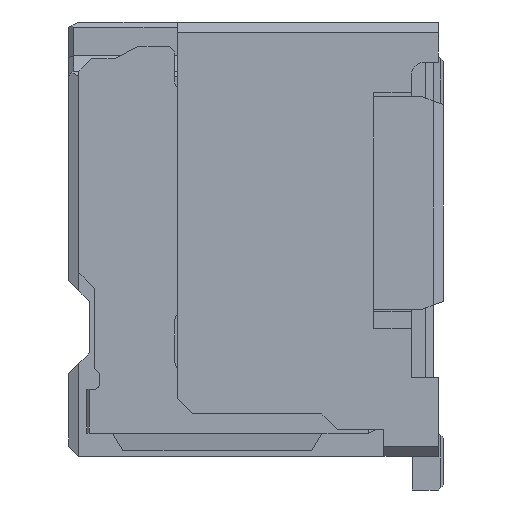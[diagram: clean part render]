
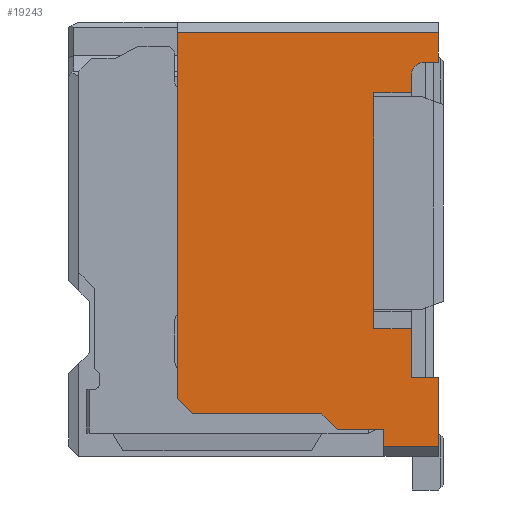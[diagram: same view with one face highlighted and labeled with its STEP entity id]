
A CAD part, left-side view. The second image highlights one B-rep face of the part: STEP entity #19243.
In plain terms, the highlighted planar face has unit normal (-1, 0, 0).
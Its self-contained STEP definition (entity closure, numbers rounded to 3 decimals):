
#4703=DIRECTION('',(0.,0.,-1.));
#4704=VECTOR('',#4703,1.32);
#4705=CARTESIAN_POINT('',(-139.064,-27.5,-497.9));
#4706=LINE('',#4705,#4704);
#4719=DIRECTION('',(0.,1.,0.));
#4720=VECTOR('',#4719,5.05);
#4721=CARTESIAN_POINT('',(-139.064,-27.5,-491.22));
#4722=LINE('',#4721,#4720);
#4723=DIRECTION('',(0.,-1.,0.));
#4724=VECTOR('',#4723,0.27);
#4725=CARTESIAN_POINT('',(-139.064,-27.23,-491.8));
#4726=LINE('',#4725,#4724);
#4727=CARTESIAN_POINT('',(-139.064,-27.23,-492.05));
#4728=DIRECTION('',(1.,0.,0.));
#4729=DIRECTION('',(0.,1.,0.));
#4730=AXIS2_PLACEMENT_3D('',#4727,#4728,#4729);
#4732=DIRECTION('',(0.,0.,1.));
#4733=VECTOR('',#4732,4.56);
#4734=CARTESIAN_POINT('',(-139.064,-26.25,-496.95));
#4735=LINE('',#4734,#4733);
#4736=DIRECTION('',(0.,0.,1.));
#4737=VECTOR('',#4736,0.95);
#4738=CARTESIAN_POINT('',(-139.064,-26.98,-497.9));
#4739=LINE('',#4738,#4737);
#4740=DIRECTION('',(0.,1.,0.));
#4741=VECTOR('',#4740,0.52);
#4742=CARTESIAN_POINT('',(-139.064,-27.5,-497.9));
#4743=LINE('',#4742,#4741);
#4744=DIRECTION('',(0.,-1.,0.));
#4745=VECTOR('',#4744,1.05);
#4746=CARTESIAN_POINT('',(-139.064,-26.45,-499.22));
#4747=LINE('',#4746,#4745);
#4748=DIRECTION('',(0.,0.,-1.));
#4749=VECTOR('',#4748,0.32);
#4750=CARTESIAN_POINT('',(-139.064,-26.45,-498.9));
#4751=LINE('',#4750,#4749);
#4752=DIRECTION('',(0.,-0.707,-0.707));
#4753=VECTOR('',#4752,0.424);
#4754=CARTESIAN_POINT('',(-139.064,-25.25,-498.6));
#4755=LINE('',#4754,#4753);
#4756=DIRECTION('',(0.,-0.707,-0.707));
#4757=VECTOR('',#4756,0.424);
#4758=CARTESIAN_POINT('',(-139.064,-22.45,-498.3));
#4759=LINE('',#4758,#4757);
#4760=DIRECTION('',(0.,0.,-1.));
#4761=VECTOR('',#4760,7.08);
#4762=CARTESIAN_POINT('',(-139.064,-22.45,-491.22));
#4763=LINE('',#4762,#4761);
#4772=DIRECTION('',(0.,0.,-1.));
#4773=VECTOR('',#4772,0.58);
#4774=CARTESIAN_POINT('',(-139.064,-27.5,-491.22));
#4775=LINE('',#4774,#4773);
#4832=DIRECTION('',(0.,1.,0.));
#4833=VECTOR('',#4832,2.5);
#4834=CARTESIAN_POINT('',(-139.064,-25.25,-498.6));
#4835=LINE('',#4834,#4833);
#4904=DIRECTION('',(0.,1.,0.));
#4905=VECTOR('',#4904,0.9);
#4906=CARTESIAN_POINT('',(-139.064,-26.45,-498.9));
#4907=LINE('',#4906,#4905);
#5146=DIRECTION('',(0.,0.,-1.));
#5147=VECTOR('',#5146,0.34);
#5148=CARTESIAN_POINT('',(-139.064,-26.98,-492.05));
#5149=LINE('',#5148,#5147);
#5174=DIRECTION('',(0.,-1.,0.));
#5175=VECTOR('',#5174,0.73);
#5176=CARTESIAN_POINT('',(-139.064,-26.25,-496.95));
#5177=LINE('',#5176,#5175);
#5190=DIRECTION('',(0.,1.,0.));
#5191=VECTOR('',#5190,0.73);
#5192=CARTESIAN_POINT('',(-139.064,-26.98,-492.39));
#5193=LINE('',#5192,#5191);
#10219=CARTESIAN_POINT('',(-139.064,-26.98,-492.39));
#10220=VERTEX_POINT('',#10219);
#10221=CARTESIAN_POINT('',(-139.064,-26.25,-492.39));
#10222=VERTEX_POINT('',#10221);
#11035=CARTESIAN_POINT('',(-139.064,-27.5,-497.9));
#11036=VERTEX_POINT('',#11035);
#11037=CARTESIAN_POINT('',(-139.064,-27.5,-499.22));
#11038=VERTEX_POINT('',#11037);
#11043=CARTESIAN_POINT('',(-139.064,-26.98,-497.9));
#11044=VERTEX_POINT('',#11043);
#11047=CARTESIAN_POINT('',(-139.064,-27.5,-491.8));
#11048=VERTEX_POINT('',#11047);
#11049=CARTESIAN_POINT('',(-139.064,-27.23,-491.8));
#11050=VERTEX_POINT('',#11049);
#11055=CARTESIAN_POINT('',(-139.064,-26.98,-492.05));
#11057=VERTEX_POINT('',#11055);
#11059=CARTESIAN_POINT('',(-139.064,-27.5,-491.22));
#11060=CARTESIAN_POINT('',(-139.064,-22.45,-491.22));
#11061=VERTEX_POINT('',#11059);
#11062=VERTEX_POINT('',#11060);
#11063=CARTESIAN_POINT('',(-139.064,-22.45,-498.3));
#11064=VERTEX_POINT('',#11063);
#11065=CARTESIAN_POINT('',(-139.064,-22.75,-498.6));
#11066=VERTEX_POINT('',#11065);
#11067=CARTESIAN_POINT('',(-139.064,-25.25,-498.6));
#11068=VERTEX_POINT('',#11067);
#11069=CARTESIAN_POINT('',(-139.064,-25.55,
-498.9));
#11070=VERTEX_POINT('',#11069);
#11071=CARTESIAN_POINT('',(-139.064,-26.45,-498.9));
#11072=VERTEX_POINT('',#11071);
#11073=CARTESIAN_POINT('',(-139.064,-26.45,-499.22));
#11074=VERTEX_POINT('',#11073);
#11075=CARTESIAN_POINT('',(-139.064,-26.98,-496.95));
#11076=VERTEX_POINT('',#11075);
#11077=CARTESIAN_POINT('',(-139.064,-26.25,-496.95));
#11078=VERTEX_POINT('',#11077);
#19204=CARTESIAN_POINT('',(-139.064,-24.55,-491.17));
#19205=DIRECTION('',(-1.,0.,0.));
#19206=DIRECTION('',(0.,0.,-1.));
#19207=AXIS2_PLACEMENT_3D('',#19204,#19205,#19206);
#19208=PLANE('',#19207);
#19210=ORIENTED_EDGE('',*,*,#19209,.F.);
#19212=ORIENTED_EDGE('',*,*,#19211,.T.);
#19213=ORIENTED_EDGE('',*,*,#19103,.F.);
#19215=ORIENTED_EDGE('',*,*,#19214,.F.);
#19217=ORIENTED_EDGE('',*,*,#19216,.T.);
#19219=ORIENTED_EDGE('',*,*,#19218,.T.);
#19221=ORIENTED_EDGE('',*,*,#19220,.F.);
#19223=ORIENTED_EDGE('',*,*,#19222,.T.);
#19225=ORIENTED_EDGE('',*,*,#19224,.F.);
#19226=ORIENTED_EDGE('',*,*,#19136,.F.);
#19227=ORIENTED_EDGE('',*,*,#19182,.T.);
#19228=ORIENTED_EDGE('',*,*,#19195,.F.);
#19230=ORIENTED_EDGE('',*,*,#19229,.F.);
#19232=ORIENTED_EDGE('',*,*,#19231,.T.);
#19234=ORIENTED_EDGE('',*,*,#19233,.F.);
#19236=ORIENTED_EDGE('',*,*,#19235,.T.);
#19238=ORIENTED_EDGE('',*,*,#19237,.F.);
#19240=ORIENTED_EDGE('',*,*,#19239,.F.);
#19241=EDGE_LOOP('',(#19210,#19212,#19213,#19215,#19217,#19219,#19221,#19223,
#19225,#19226,#19227,#19228,#19230,#19232,#19234,#19236,#19238,#19240));
#19242=FACE_OUTER_BOUND('',#19241,.F.);
#19243=ADVANCED_FACE('',(#19242),#19208,.T.);
#4731=CIRCLE('',#4730,0.25);
#19103=EDGE_CURVE('',#11050,#11048,#4726,.T.);
#19136=EDGE_CURVE('',#11036,#11044,#4743,.T.);
#19182=EDGE_CURVE('',#11036,#11038,#4706,.T.);
#19195=EDGE_CURVE('',#11074,#11038,#4747,.T.);
#19209=EDGE_CURVE('',#11061,#11062,#4722,.T.);
#19211=EDGE_CURVE('',#11061,#11048,#4775,.T.);
#19214=EDGE_CURVE('',#11057,#11050,#4731,.T.);
#19216=EDGE_CURVE('',#11057,#10220,#5149,.T.);
#19218=EDGE_CURVE('',#10220,#10222,#5193,.T.);
#19220=EDGE_CURVE('',#11078,#10222,#4735,.T.);
#19222=EDGE_CURVE('',#11078,#11076,#5177,.T.);
#19224=EDGE_CURVE('',#11044,#11076,#4739,.T.);
#19229=EDGE_CURVE('',#11072,#11074,#4751,.T.);
#19231=EDGE_CURVE('',#11072,#11070,#4907,.T.);
#19233=EDGE_CURVE('',#11068,#11070,#4755,.T.);
#19235=EDGE_CURVE('',#11068,#11066,#4835,.T.);
#19237=EDGE_CURVE('',#11064,#11066,#4759,.T.);
#19239=EDGE_CURVE('',#11062,#11064,#4763,.T.);
